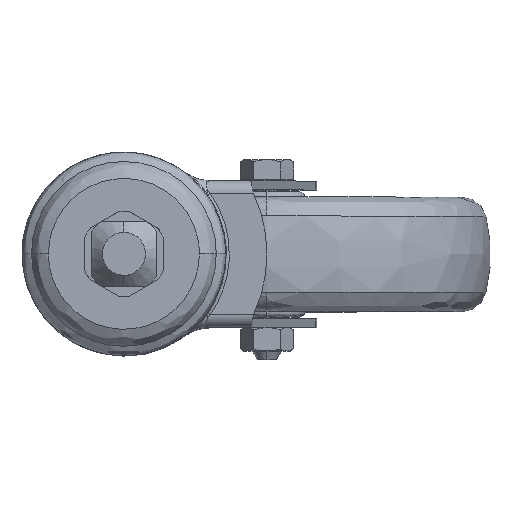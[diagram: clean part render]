
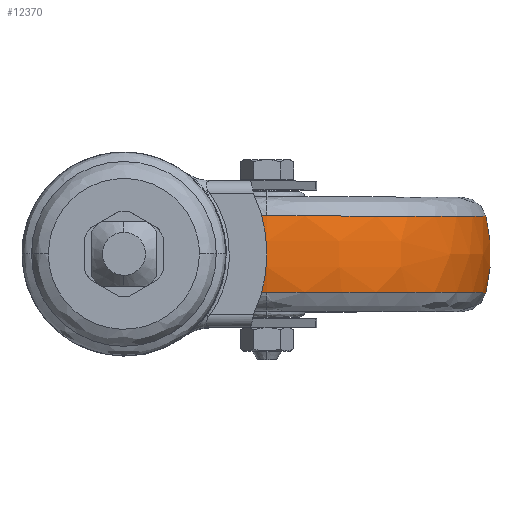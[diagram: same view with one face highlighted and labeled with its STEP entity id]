
A CAD part, top view. The second image highlights one B-rep face of the part: STEP entity #12370.
In plain terms, the highlighted free-form (B-spline) face has degree [3, 3] with [4, 4] control points.
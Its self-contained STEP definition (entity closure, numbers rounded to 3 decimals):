
#241 = CARTESIAN_POINT ( 'NONE',  ( 101.22, 10.658, 26.939 ) ) ;
#421 =( BOUNDED_SURFACE ( )  B_SPLINE_SURFACE ( 3, 3, ( 
 ( #4039, #5976, #19543, #7913 ),
 ( #21485, #9854, #24964, #13355 ),
 ( #1776, #15305, #17255, #9932 ),
 ( #4286, #241, #11968, #10012 ) ),
 .UNSPECIFIED., .F., .F., .F. ) 
 B_SPLINE_SURFACE_WITH_KNOTS ( ( 4, 4 ),
 ( 4, 4 ),
 ( 0., 1. ),
 ( 0., 1. ),
 .UNSPECIFIED. ) 
 GEOMETRIC_REPRESENTATION_ITEM ( )  RATIONAL_B_SPLINE_SURFACE ( (
 ( 1., 0.333, 0.333, 1.),
 ( 0.981, 0.327, 0.327, 0.981),
 ( 0.981, 0.327, 0.327, 0.981),
 ( 1., 0.333, 0.333, 1.) ) ) 
 REPRESENTATION_ITEM ( '' )  SURFACE ( )  );
#507 = EDGE_CURVE ( 'NONE', #7287, #22352, #1029, .T. ) ;
#1029 = CIRCLE ( 'NONE', #1987, 45. ) ;
#1221 = CIRCLE ( 'NONE', #23574, 61.22 ) ;
#1365 = ORIENTED_EDGE ( 'NONE', *, *, #507, .F. ) ;
#1409 = CARTESIAN_POINT ( 'NONE',  ( 40., -10.658, -95.5 ) ) ;
#1776 = CARTESIAN_POINT ( 'NONE',  ( 102.935, 3.621, -95.5 ) ) ;
#1987 = AXIS2_PLACEMENT_3D ( 'NONE', #24877, #19296, #5559 ) ;
#2742 = CARTESIAN_POINT ( 'NONE',  ( -21.22, -10.658, -95.5 ) ) ;
#3097 = VERTEX_POINT ( 'NONE', #19727 ) ;
#3488 = CARTESIAN_POINT ( 'NONE',  ( 40., -10.658, -95.5 ) ) ;
#3600 = DIRECTION ( 'NONE',  ( 0., 0., -1. ) ) ;
#4039 = CARTESIAN_POINT ( 'NONE',  ( 101.22, -10.658, -95.5 ) ) ;
#4286 = CARTESIAN_POINT ( 'NONE',  ( 101.22, 10.658, -95.5 ) ) ;
#4396 = VERTEX_POINT ( 'NONE', #25009 ) ;
#4850 = CIRCLE ( 'NONE', #17567, 61.22 ) ;
#5559 = DIRECTION ( 'NONE',  ( -1., 0., 0. ) ) ;
#5976 = CARTESIAN_POINT ( 'NONE',  ( 101.22, -10.658, 26.939 ) ) ;
#6820 = DIRECTION ( 'NONE',  ( -1., 0., 0. ) ) ;
#7287 = VERTEX_POINT ( 'NONE', #2742 ) ;
#7296 = ORIENTED_EDGE ( 'NONE', *, *, #9668, .T. ) ;
#7660 = DIRECTION ( 'NONE',  ( 0., 0., 1. ) ) ;
#7913 = CARTESIAN_POINT ( 'NONE',  ( -21.22, -10.658, -95.5 ) ) ;
#7961 = CIRCLE ( 'NONE', #21292, 45. ) ;
#8378 = CARTESIAN_POINT ( 'NONE',  ( 40., 10.658, -34.28 ) ) ;
#9127 = DIRECTION ( 'NONE',  ( 0., 0., -1. ) ) ;
#9635 = EDGE_LOOP ( 'NONE', ( #17239, #9836, #13214, #7296, #1365, #10664 ) ) ;
#9668 = EDGE_CURVE ( 'NONE', #23446, #22352, #14053, .T. ) ;
#9836 = ORIENTED_EDGE ( 'NONE', *, *, #9988, .T. ) ;
#9854 = CARTESIAN_POINT ( 'NONE',  ( 102.935, -3.621, 30.37 ) ) ;
#9932 = CARTESIAN_POINT ( 'NONE',  ( -22.935, 3.621, -95.5 ) ) ;
#9988 = EDGE_CURVE ( 'NONE', #21780, #4396, #7961, .T. ) ;
#10012 = CARTESIAN_POINT ( 'NONE',  ( -21.22, 10.658, -95.5 ) ) ;
#10664 = ORIENTED_EDGE ( 'NONE', *, *, #14639, .F. ) ;
#11253 = CARTESIAN_POINT ( 'NONE',  ( 40., 10.658, -95.5 ) ) ;
#11968 = CARTESIAN_POINT ( 'NONE',  ( -21.22, 10.658, 26.939 ) ) ;
#12370 = ADVANCED_FACE ( 'NONE', ( #18222 ), #421, .T. ) ;
#12914 = CARTESIAN_POINT ( 'NONE',  ( 40., 10.658, -95.5 ) ) ;
#13189 = AXIS2_PLACEMENT_3D ( 'NONE', #3488, #20592, #9127 ) ;
#13214 = ORIENTED_EDGE ( 'NONE', *, *, #17846, .T. ) ;
#13355 = CARTESIAN_POINT ( 'NONE',  ( -22.935, -3.621, -95.5 ) ) ;
#13379 = DIRECTION ( 'NONE',  ( 0., -1., 0. ) ) ;
#14053 = CIRCLE ( 'NONE', #18207, 61.22 ) ;
#14279 = CARTESIAN_POINT ( 'NONE',  ( -21.22, 10.658, -95.5 ) ) ;
#14639 = EDGE_CURVE ( 'NONE', #3097, #7287, #4850, .T. ) ;
#15305 = CARTESIAN_POINT ( 'NONE',  ( 102.935, 3.621, 30.37 ) ) ;
#16925 = CIRCLE ( 'NONE', #13189, 61.22 ) ;
#17157 = DIRECTION ( 'NONE',  ( 1., 0., 0. ) ) ;
#17239 = ORIENTED_EDGE ( 'NONE', *, *, #19397, .F. ) ;
#17255 = CARTESIAN_POINT ( 'NONE',  ( -22.935, 3.621, 30.37 ) ) ;
#17567 = AXIS2_PLACEMENT_3D ( 'NONE', #1409, #22898, #3600 ) ;
#17846 = EDGE_CURVE ( 'NONE', #4396, #23446, #1221, .T. ) ;
#18207 = AXIS2_PLACEMENT_3D ( 'NONE', #11253, #13379, #21014 ) ;
#18222 = FACE_OUTER_BOUND ( 'NONE', #9635, .T. ) ;
#19296 = DIRECTION ( 'NONE',  ( 0., 0., -1. ) ) ;
#19397 = EDGE_CURVE ( 'NONE', #21780, #3097, #16925, .T. ) ;
#19543 = CARTESIAN_POINT ( 'NONE',  ( -21.22, -10.658, 26.939 ) ) ;
#19727 = CARTESIAN_POINT ( 'NONE',  ( 40., -10.658, -34.28 ) ) ;
#20476 = DIRECTION ( 'NONE',  ( 0., -1., 0. ) ) ;
#20592 = DIRECTION ( 'NONE',  ( 0., -1., 0. ) ) ;
#21014 = DIRECTION ( 'NONE',  ( -1., 0., 0. ) ) ;
#21152 = CARTESIAN_POINT ( 'NONE',  ( 57.5, 0., -95.5 ) ) ;
#21292 = AXIS2_PLACEMENT_3D ( 'NONE', #21152, #7660, #17157 ) ;
#21485 = CARTESIAN_POINT ( 'NONE',  ( 102.935, -3.621, -95.5 ) ) ;
#21780 = VERTEX_POINT ( 'NONE', #24172 ) ;
#22352 = VERTEX_POINT ( 'NONE', #14279 ) ;
#22898 = DIRECTION ( 'NONE',  ( 0., -1., 0. ) ) ;
#23446 = VERTEX_POINT ( 'NONE', #8378 ) ;
#23574 = AXIS2_PLACEMENT_3D ( 'NONE', #12914, #20476, #6820 ) ;
#24172 = CARTESIAN_POINT ( 'NONE',  ( 101.22, -10.658, -95.5 ) ) ;
#24877 = CARTESIAN_POINT ( 'NONE',  ( 22.5, 0., -95.5 ) ) ;
#24964 = CARTESIAN_POINT ( 'NONE',  ( -22.935, -3.621, 30.37 ) ) ;
#25009 = CARTESIAN_POINT ( 'NONE',  ( 101.22, 10.658, -95.5 ) ) ;
